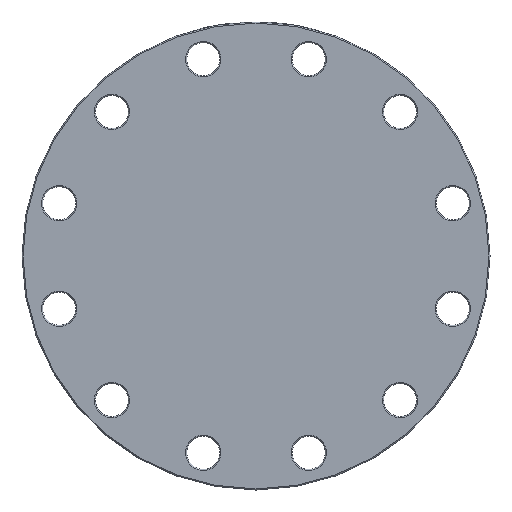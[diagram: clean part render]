
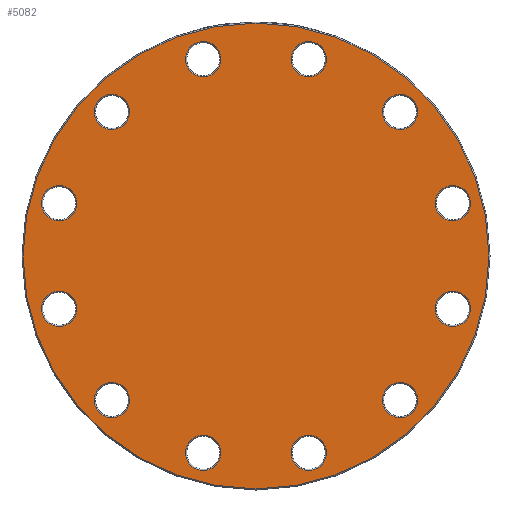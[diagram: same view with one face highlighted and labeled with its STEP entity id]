
A CAD part, left-side view. The second image highlights one B-rep face of the part: STEP entity #5082.
In plain terms, the highlighted planar face has unit normal (-1, 0, 0).
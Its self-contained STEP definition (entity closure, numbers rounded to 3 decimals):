
#14 = ORIENTED_EDGE ( 'NONE', *, *, #3054, .T. ) ;
#25 = VERTEX_POINT ( 'NONE', #6203 ) ;
#39 = ORIENTED_EDGE ( 'NONE', *, *, #2388, .T. ) ;
#118 = CARTESIAN_POINT ( 'NONE',  ( 0., -130.815, 130.815 ) ) ;
#158 = ORIENTED_EDGE ( 'NONE', *, *, #355, .T. ) ;
#226 = DIRECTION ( 'NONE',  ( 0., 0., -1. ) ) ;
#247 = VERTEX_POINT ( 'NONE', #4453 ) ;
#250 = AXIS2_PLACEMENT_3D ( 'NONE', #1631, #1075, #2111 ) ;
#299 = FACE_BOUND ( 'NONE', #867, .T. ) ;
#331 = FACE_BOUND ( 'NONE', #6645, .T. ) ;
#335 = ORIENTED_EDGE ( 'NONE', *, *, #657, .T. ) ;
#336 = CARTESIAN_POINT ( 'NONE',  ( 0., 178.696, 31.882 ) ) ;
#352 = AXIS2_PLACEMENT_3D ( 'NONE', #6188, #5730, #904 ) ;
#355 = EDGE_CURVE ( 'NONE', #4318, #4318, #2380, .T. ) ;
#363 = FACE_BOUND ( 'NONE', #3493, .T. ) ;
#369 = VERTEX_POINT ( 'NONE', #2873 ) ;
#384 = CARTESIAN_POINT ( 'NONE',  ( 0., -47.882, -178.696 ) ) ;
#485 = DIRECTION ( 'NONE',  ( 1., 0., 0. ) ) ;
#573 = AXIS2_PLACEMENT_3D ( 'NONE', #4330, #3769, #2673 ) ;
#657 = EDGE_CURVE ( 'NONE', #4482, #4482, #5696, .T. ) ;
#819 = FACE_BOUND ( 'NONE', #5338, .T. ) ;
#852 = VERTEX_POINT ( 'NONE', #336 ) ;
#867 = EDGE_LOOP ( 'NONE', ( #6552 ) ) ;
#876 = CIRCLE ( 'NONE', #4733, 16. ) ;
#904 = DIRECTION ( 'NONE',  ( 0., 0., -1. ) ) ;
#915 = FACE_BOUND ( 'NONE', #4056, .T. ) ;
#944 = CARTESIAN_POINT ( 'NONE',  ( 0., 178.696, -47.882 ) ) ;
#1047 = ORIENTED_EDGE ( 'NONE', *, *, #5821, .T. ) ;
#1070 = CARTESIAN_POINT ( 'NONE',  ( 0., 130.815, -130.815 ) ) ;
#1075 = DIRECTION ( 'NONE',  ( 1., 0., 0. ) ) ;
#1106 = EDGE_LOOP ( 'NONE', ( #1047 ) ) ;
#1213 = AXIS2_PLACEMENT_3D ( 'NONE', #944, #3533, #4638 ) ;
#1368 = AXIS2_PLACEMENT_3D ( 'NONE', #6196, #6230, #5023 ) ;
#1376 = VERTEX_POINT ( 'NONE', #6686 ) ;
#1425 = DIRECTION ( 'NONE',  ( 1., 0., 0. ) ) ;
#1433 = EDGE_LOOP ( 'NONE', ( #5736 ) ) ;
#1441 = CARTESIAN_POINT ( 'NONE',  ( 0., -130.815, 114.815 ) ) ;
#1453 = DIRECTION ( 'NONE',  ( 1., 0., 0. ) ) ;
#1467 = FACE_OUTER_BOUND ( 'NONE', #5224, .T. ) ;
#1524 = CARTESIAN_POINT ( 'NONE',  ( 0., -178.696, -47.882 ) ) ;
#1557 = CARTESIAN_POINT ( 'NONE',  ( 0., 130.815, 130.815 ) ) ;
#1631 = CARTESIAN_POINT ( 'NONE',  ( 0., 47.882, 178.696 ) ) ;
#1632 = CIRCLE ( 'NONE', #6261, 16. ) ;
#1753 = DIRECTION ( 'NONE',  ( 0., 0., -1. ) ) ;
#1784 = CIRCLE ( 'NONE', #573, 16. ) ;
#1814 = ORIENTED_EDGE ( 'NONE', *, *, #6040, .T. ) ;
#1925 = VERTEX_POINT ( 'NONE', #1957 ) ;
#1957 = CARTESIAN_POINT ( 'NONE',  ( 0., 47.882, 162.696 ) ) ;
#2004 = CIRCLE ( 'NONE', #5872, 16. ) ;
#2058 = CARTESIAN_POINT ( 'NONE',  ( 0., -130.815, -146.815 ) ) ;
#2111 = DIRECTION ( 'NONE',  ( 0., 0., -1. ) ) ;
#2355 = EDGE_CURVE ( 'NONE', #369, #369, #5987, .T. ) ;
#2380 = CIRCLE ( 'NONE', #5570, 16. ) ;
#2388 = EDGE_CURVE ( 'NONE', #1376, #1376, #3000, .T. ) ;
#2499 = CARTESIAN_POINT ( 'NONE',  ( 0., -47.882, -194.696 ) ) ;
#2515 = CARTESIAN_POINT ( 'NONE',  ( 0., -47.882, 178.696 ) ) ;
#2535 = VERTEX_POINT ( 'NONE', #2058 ) ;
#2627 = DIRECTION ( 'NONE',  ( 1., 0., 0. ) ) ;
#2670 = DIRECTION ( 'NONE',  ( 1., 0., 0. ) ) ;
#2673 = DIRECTION ( 'NONE',  ( 0., 0., -1. ) ) ;
#2763 = CARTESIAN_POINT ( 'NONE',  ( 0., -130.815, -130.815 ) ) ;
#2832 = EDGE_LOOP ( 'NONE', ( #4240 ) ) ;
#2873 = CARTESIAN_POINT ( 'NONE',  ( 0., -47.882, 162.696 ) ) ;
#2926 = FACE_BOUND ( 'NONE', #3195, .T. ) ;
#3000 = CIRCLE ( 'NONE', #352, 211.5 ) ;
#3022 = PLANE ( 'NONE',  #1368 ) ;
#3054 = EDGE_CURVE ( 'NONE', #4033, #4033, #1632, .T. ) ;
#3090 = ORIENTED_EDGE ( 'NONE', *, *, #2355, .T. ) ;
#3130 = CARTESIAN_POINT ( 'NONE',  ( 0., 178.696, -63.882 ) ) ;
#3195 = EDGE_LOOP ( 'NONE', ( #3090 ) ) ;
#3220 = DIRECTION ( 'NONE',  ( 0., 0., -1. ) ) ;
#3313 = AXIS2_PLACEMENT_3D ( 'NONE', #1557, #2627, #4729 ) ;
#3360 = CIRCLE ( 'NONE', #4460, 16. ) ;
#3424 = AXIS2_PLACEMENT_3D ( 'NONE', #384, #5140, #6089 ) ;
#3493 = EDGE_LOOP ( 'NONE', ( #335 ) ) ;
#3503 = FACE_BOUND ( 'NONE', #4961, .T. ) ;
#3533 = DIRECTION ( 'NONE',  ( 1., 0., 0. ) ) ;
#3556 = ORIENTED_EDGE ( 'NONE', *, *, #6121, .T. ) ;
#3657 = DIRECTION ( 'NONE',  ( 0., 0., -1. ) ) ;
#3769 = DIRECTION ( 'NONE',  ( 1., 0., 0. ) ) ;
#3931 = DIRECTION ( 'NONE',  ( 1., 0., 0. ) ) ;
#3966 = EDGE_CURVE ( 'NONE', #852, #852, #2004, .T. ) ;
#4001 = CARTESIAN_POINT ( 'NONE',  ( 0., 47.882, -194.696 ) ) ;
#4033 = VERTEX_POINT ( 'NONE', #1441 ) ;
#4056 = EDGE_LOOP ( 'NONE', ( #5636 ) ) ;
#4096 = FACE_BOUND ( 'NONE', #4925, .T. ) ;
#4240 = ORIENTED_EDGE ( 'NONE', *, *, #4474, .T. ) ;
#4318 = VERTEX_POINT ( 'NONE', #5870 ) ;
#4330 = CARTESIAN_POINT ( 'NONE',  ( 0., -178.696, 47.882 ) ) ;
#4453 = CARTESIAN_POINT ( 'NONE',  ( 0., -178.696, 31.882 ) ) ;
#4460 = AXIS2_PLACEMENT_3D ( 'NONE', #2763, #3931, #1753 ) ;
#4474 = EDGE_CURVE ( 'NONE', #1925, #1925, #6082, .T. ) ;
#4482 = VERTEX_POINT ( 'NONE', #4001 ) ;
#4493 = EDGE_CURVE ( 'NONE', #247, #247, #1784, .T. ) ;
#4535 = FACE_BOUND ( 'NONE', #1433, .T. ) ;
#4618 = CIRCLE ( 'NONE', #3424, 16. ) ;
#4638 = DIRECTION ( 'NONE',  ( 0., 0., -1. ) ) ;
#4655 = DIRECTION ( 'NONE',  ( 1., 0., 0. ) ) ;
#4682 = VERTEX_POINT ( 'NONE', #3130 ) ;
#4729 = DIRECTION ( 'NONE',  ( 0., 0., -1. ) ) ;
#4733 = AXIS2_PLACEMENT_3D ( 'NONE', #1070, #485, #5766 ) ;
#4751 = CARTESIAN_POINT ( 'NONE',  ( 0., 130.815, -146.815 ) ) ;
#4925 = EDGE_LOOP ( 'NONE', ( #3556 ) ) ;
#4950 = DIRECTION ( 'NONE',  ( 1., 0., 0. ) ) ;
#4961 = EDGE_LOOP ( 'NONE', ( #1814 ) ) ;
#5002 = EDGE_CURVE ( 'NONE', #2535, #2535, #3360, .T. ) ;
#5023 = DIRECTION ( 'NONE',  ( 0., 0., -1. ) ) ;
#5054 = FACE_BOUND ( 'NONE', #5801, .T. ) ;
#5077 = DIRECTION ( 'NONE',  ( 0., 0., -1. ) ) ;
#5082 = ADVANCED_FACE ( 'NONE', ( #1467, #915, #819, #5576, #2926, #331, #299, #5054, #4535, #3503, #363, #4096, #6617 ), #3022, .F. ) ;
#5138 = CARTESIAN_POINT ( 'NONE',  ( 0., 178.696, 47.882 ) ) ;
#5140 = DIRECTION ( 'NONE',  ( 1., 0., 0. ) ) ;
#5224 = EDGE_LOOP ( 'NONE', ( #39 ) ) ;
#5236 = VERTEX_POINT ( 'NONE', #2499 ) ;
#5338 = EDGE_LOOP ( 'NONE', ( #6397 ) ) ;
#5342 = AXIS2_PLACEMENT_3D ( 'NONE', #2515, #1425, #5077 ) ;
#5570 = AXIS2_PLACEMENT_3D ( 'NONE', #1524, #2670, #3220 ) ;
#5576 = FACE_BOUND ( 'NONE', #2832, .T. ) ;
#5636 = ORIENTED_EDGE ( 'NONE', *, *, #3966, .T. ) ;
#5696 = CIRCLE ( 'NONE', #6592, 16. ) ;
#5730 = DIRECTION ( 'NONE',  ( -1., 0., 0. ) ) ;
#5736 = ORIENTED_EDGE ( 'NONE', *, *, #5002, .T. ) ;
#5766 = DIRECTION ( 'NONE',  ( 0., 0., -1. ) ) ;
#5796 = CARTESIAN_POINT ( 'NONE',  ( 0., 47.882, -178.696 ) ) ;
#5801 = EDGE_LOOP ( 'NONE', ( #158 ) ) ;
#5821 = EDGE_CURVE ( 'NONE', #4682, #4682, #6173, .T. ) ;
#5870 = CARTESIAN_POINT ( 'NONE',  ( 0., -178.696, -63.882 ) ) ;
#5872 = AXIS2_PLACEMENT_3D ( 'NONE', #5138, #1453, #3657 ) ;
#5987 = CIRCLE ( 'NONE', #5342, 16. ) ;
#6040 = EDGE_CURVE ( 'NONE', #5236, #5236, #4618, .T. ) ;
#6082 = CIRCLE ( 'NONE', #250, 16. ) ;
#6089 = DIRECTION ( 'NONE',  ( 0., 0., -1. ) ) ;
#6121 = EDGE_CURVE ( 'NONE', #6274, #6274, #876, .T. ) ;
#6173 = CIRCLE ( 'NONE', #1213, 16. ) ;
#6188 = CARTESIAN_POINT ( 'NONE',  ( 0., 0., 0. ) ) ;
#6196 = CARTESIAN_POINT ( 'NONE',  ( 0., 0., 0. ) ) ;
#6203 = CARTESIAN_POINT ( 'NONE',  ( 0., 130.815, 114.815 ) ) ;
#6230 = DIRECTION ( 'NONE',  ( 1., 0., 0. ) ) ;
#6261 = AXIS2_PLACEMENT_3D ( 'NONE', #118, #4950, #226 ) ;
#6274 = VERTEX_POINT ( 'NONE', #4751 ) ;
#6357 = DIRECTION ( 'NONE',  ( 0., 0., -1. ) ) ;
#6397 = ORIENTED_EDGE ( 'NONE', *, *, #6531, .T. ) ;
#6516 = CIRCLE ( 'NONE', #3313, 16. ) ;
#6531 = EDGE_CURVE ( 'NONE', #25, #25, #6516, .T. ) ;
#6552 = ORIENTED_EDGE ( 'NONE', *, *, #4493, .T. ) ;
#6592 = AXIS2_PLACEMENT_3D ( 'NONE', #5796, #4655, #6357 ) ;
#6617 = FACE_BOUND ( 'NONE', #1106, .T. ) ;
#6645 = EDGE_LOOP ( 'NONE', ( #14 ) ) ;
#6686 = CARTESIAN_POINT ( 'NONE',  ( 0., 0., -211.5 ) ) ;
